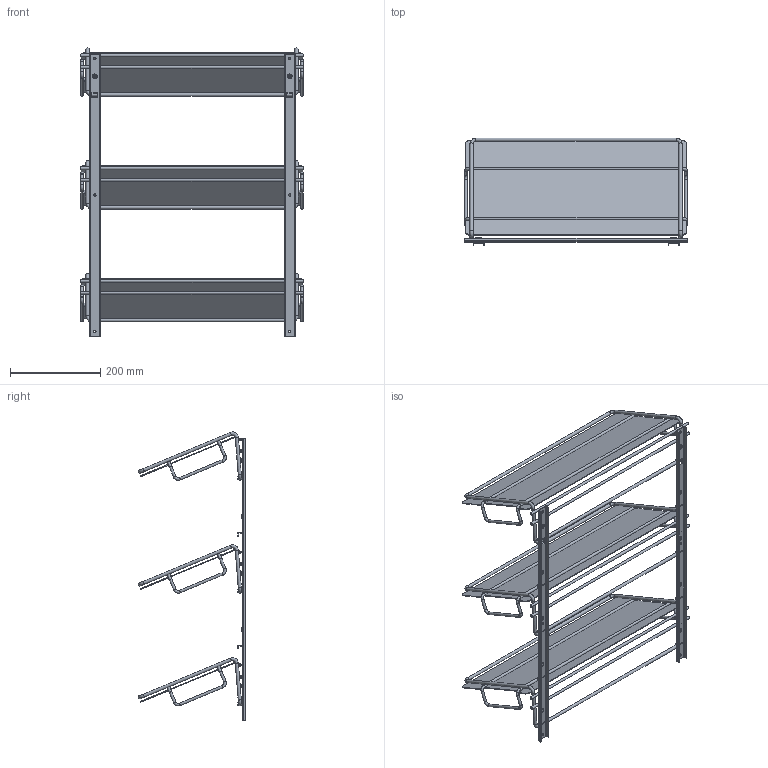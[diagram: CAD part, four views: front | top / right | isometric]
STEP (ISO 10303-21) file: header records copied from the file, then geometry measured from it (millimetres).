
FILE_DESCRIPTION((''),'2;1');
FILE_NAME('39122014 - SOPORTE ZAPATERO.stp','2021-07-19T13:43:30',('rguerrero'),(''),'Autodesk Inventor 2010','Autodesk Inventor 2010','');
FILE_SCHEMA(('AUTOMOTIVE_DESIGN { 1 0 10303 214 1 1 1 1 }'));
Length unit declared in the file: millimetre
Products named in the file (5): 39122014 - SOPORTE ZAPATERO; Barra Soporte -625; zapatero con base; base lisa ZAPATERO; CM90140
Assembly tree (7 placements, depth 3):
  39122014 - SOPORTE ZAPATERO
    Barra Soporte -625  x2
    zapatero con base  x3
      base lisa ZAPATERO
      CM90140
Bounding box: 494 x 238.15 x 638.42 mm (x, y, z)
Volume: 928392.4 mm3; surface area: 989516.7 mm2
Topology: 25 solids, 25 shells, 430 faces, 992 edges, 620 vertices
Faces by surface type: plane 163, cylinder 136, bspline 63, torus 44, cone 24
Full cylindrical faces by diameter (mm): 5.4 x6, 5.8 x30, 7 x18
Entity records: 5502 total; most frequent: CARTESIAN_POINT 1336, DIRECTION 866, ORIENTED_EDGE 732, EDGE_CURVE 366, AXIS2_PLACEMENT_3D 331, VERTEX_POINT 268, EDGE_LOOP 260, VECTOR 204
